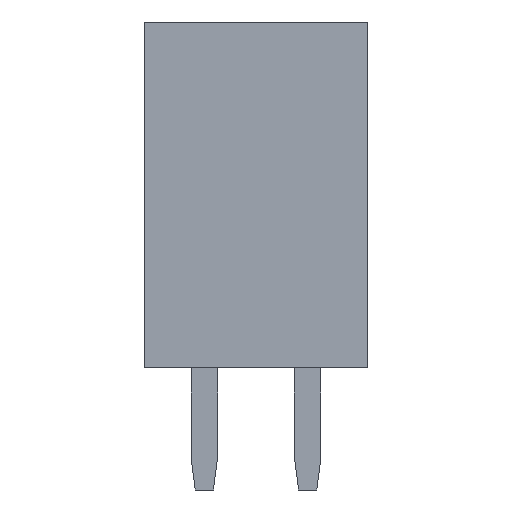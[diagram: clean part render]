
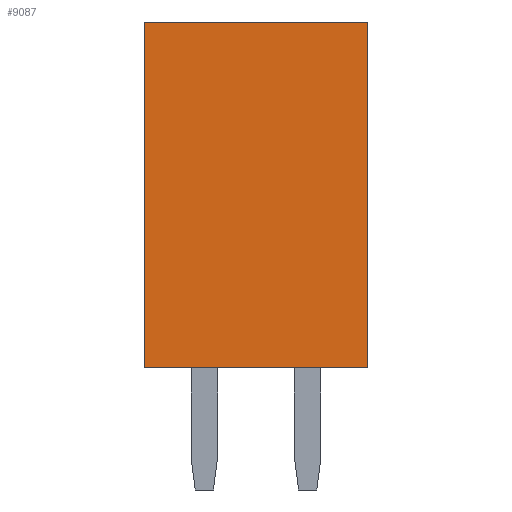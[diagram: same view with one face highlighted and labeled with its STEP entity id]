
A CAD part, front view. The second image highlights one B-rep face of the part: STEP entity #9087.
In plain terms, the highlighted planar face has unit normal (0, -1, 0).
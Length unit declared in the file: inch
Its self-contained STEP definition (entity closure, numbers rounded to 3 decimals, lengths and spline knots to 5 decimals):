
#4034 = PLANE('',#4035);
#4035 = AXIS2_PLACEMENT_3D('',#4036,#4037,#4038);
#4036 = CARTESIAN_POINT('',(0.10787,0.,
    0.33465));
#4037 = DIRECTION('',(1.,0.,0.));
#4038 = DIRECTION('',(0.,1.,0.));
#4088 = PLANE('',#4089);
#4089 = AXIS2_PLACEMENT_3D('',#4090,#4091,#4092);
#4090 = CARTESIAN_POINT('',(-0.10787,0.,
    0.33465));
#4091 = DIRECTION('',(1.,0.,0.));
#4092 = DIRECTION('',(0.,1.,0.));
#5959 = PLANE('',#5960);
#5960 = AXIS2_PLACEMENT_3D('',#5961,#5962,#5963);
#5961 = CARTESIAN_POINT('',(0.05,0.,
    0.));
#5962 = DIRECTION('',(0.,0.,1.));
#5963 = DIRECTION('',(1.,0.,0.));
#6020 = VERTEX_POINT('',#6021);
#6021 = CARTESIAN_POINT('',(-0.10787,-0.04921,
    0.33465));
#6035 = PLANE('',#6036);
#6036 = AXIS2_PLACEMENT_3D('',#6037,#6038,#6039);
#6037 = CARTESIAN_POINT('',(0.05,0.,
    0.33465));
#6038 = DIRECTION('',(0.,0.,1.));
#6039 = DIRECTION('',(1.,0.,0.));
#6047 = EDGE_CURVE('',#6020,#6048,#6050,.T.);
#6048 = VERTEX_POINT('',#6049);
#6049 = CARTESIAN_POINT('',(-0.10787,-0.04921,
    0.));
#6050 = SURFACE_CURVE('',#6051,(#6055,#6062),.PCURVE_S1.);
#6051 = LINE('',#6052,#6053);
#6052 = CARTESIAN_POINT('',(-0.10787,-0.04921,
    0.33465));
#6053 = VECTOR('',#6054,0.03937);
#6054 = DIRECTION('',(0.,0.,-1.));
#6055 = PCURVE('',#4088,#6056);
#6056 = DEFINITIONAL_REPRESENTATION('',(#6057),#6061);
#6057 = LINE('',#6058,#6059);
#6058 = CARTESIAN_POINT('',(-0.049,0.));
#6059 = VECTOR('',#6060,1.);
#6060 = DIRECTION('',(0.,-1.));
#6061 = ( GEOMETRIC_REPRESENTATION_CONTEXT(2) 
PARAMETRIC_REPRESENTATION_CONTEXT() REPRESENTATION_CONTEXT('2D SPACE',''
  ) );
#6062 = PCURVE('',#6063,#6068);
#6063 = PLANE('',#6064);
#6064 = AXIS2_PLACEMENT_3D('',#6065,#6066,#6067);
#6065 = CARTESIAN_POINT('',(0.,-0.04921,
    0.33465));
#6066 = DIRECTION('',(0.,-1.,0.));
#6067 = DIRECTION('',(1.,0.,0.));
#6068 = DEFINITIONAL_REPRESENTATION('',(#6069),#6073);
#6069 = LINE('',#6070,#6071);
#6070 = CARTESIAN_POINT('',(-0.108,0.));
#6071 = VECTOR('',#6072,1.);
#6072 = DIRECTION('',(0.,-1.));
#6073 = ( GEOMETRIC_REPRESENTATION_CONTEXT(2) 
PARAMETRIC_REPRESENTATION_CONTEXT() REPRESENTATION_CONTEXT('2D SPACE',''
  ) );
#6181 = VERTEX_POINT('',#6182);
#6182 = CARTESIAN_POINT('',(0.10787,-0.04921,
    0.33465));
#6273 = VERTEX_POINT('',#6274);
#6274 = CARTESIAN_POINT('',(0.10787,-0.04921,
    0.));
#6295 = EDGE_CURVE('',#6181,#6273,#6296,.T.);
#6296 = SURFACE_CURVE('',#6297,(#6301,#6308),.PCURVE_S1.);
#6297 = LINE('',#6298,#6299);
#6298 = CARTESIAN_POINT('',(0.10787,-0.04921,
    0.33465));
#6299 = VECTOR('',#6300,0.03937);
#6300 = DIRECTION('',(0.,0.,-1.));
#6301 = PCURVE('',#4034,#6302);
#6302 = DEFINITIONAL_REPRESENTATION('',(#6303),#6307);
#6303 = LINE('',#6304,#6305);
#6304 = CARTESIAN_POINT('',(-0.049,0.));
#6305 = VECTOR('',#6306,1.);
#6306 = DIRECTION('',(0.,-1.));
#6307 = ( GEOMETRIC_REPRESENTATION_CONTEXT(2) 
PARAMETRIC_REPRESENTATION_CONTEXT() REPRESENTATION_CONTEXT('2D SPACE',''
  ) );
#6308 = PCURVE('',#6063,#6309);
#6309 = DEFINITIONAL_REPRESENTATION('',(#6310),#6314);
#6310 = LINE('',#6311,#6312);
#6311 = CARTESIAN_POINT('',(0.108,0.));
#6312 = VECTOR('',#6313,1.);
#6313 = DIRECTION('',(0.,-1.));
#6314 = ( GEOMETRIC_REPRESENTATION_CONTEXT(2) 
PARAMETRIC_REPRESENTATION_CONTEXT() REPRESENTATION_CONTEXT('2D SPACE',''
  ) );
#8897 = EDGE_CURVE('',#6048,#6273,#8898,.T.);
#8898 = SURFACE_CURVE('',#8899,(#8903,#8910),.PCURVE_S1.);
#8899 = LINE('',#8900,#8901);
#8900 = CARTESIAN_POINT('',(-0.10787,-0.04921,
    0.));
#8901 = VECTOR('',#8902,0.03937);
#8902 = DIRECTION('',(1.,0.,0.));
#8903 = PCURVE('',#5959,#8904);
#8904 = DEFINITIONAL_REPRESENTATION('',(#8905),#8909);
#8905 = LINE('',#8906,#8907);
#8906 = CARTESIAN_POINT('',(-0.158,-0.049));
#8907 = VECTOR('',#8908,1.);
#8908 = DIRECTION('',(1.,0.));
#8909 = ( GEOMETRIC_REPRESENTATION_CONTEXT(2) 
PARAMETRIC_REPRESENTATION_CONTEXT() REPRESENTATION_CONTEXT('2D SPACE',''
  ) );
#8910 = PCURVE('',#6063,#8911);
#8911 = DEFINITIONAL_REPRESENTATION('',(#8912),#8916);
#8912 = LINE('',#8913,#8914);
#8913 = CARTESIAN_POINT('',(-0.108,-0.335));
#8914 = VECTOR('',#8915,1.);
#8915 = DIRECTION('',(1.,0.));
#8916 = ( GEOMETRIC_REPRESENTATION_CONTEXT(2) 
PARAMETRIC_REPRESENTATION_CONTEXT() REPRESENTATION_CONTEXT('2D SPACE',''
  ) );
#8946 = EDGE_CURVE('',#6020,#6181,#8947,.T.);
#8947 = SURFACE_CURVE('',#8948,(#8952,#8959),.PCURVE_S1.);
#8948 = LINE('',#8949,#8950);
#8949 = CARTESIAN_POINT('',(-0.10787,-0.04921,
    0.33465));
#8950 = VECTOR('',#8951,0.03937);
#8951 = DIRECTION('',(1.,0.,0.));
#8952 = PCURVE('',#6035,#8953);
#8953 = DEFINITIONAL_REPRESENTATION('',(#8954),#8958);
#8954 = LINE('',#8955,#8956);
#8955 = CARTESIAN_POINT('',(-0.158,-0.049));
#8956 = VECTOR('',#8957,1.);
#8957 = DIRECTION('',(1.,0.));
#8958 = ( GEOMETRIC_REPRESENTATION_CONTEXT(2) 
PARAMETRIC_REPRESENTATION_CONTEXT() REPRESENTATION_CONTEXT('2D SPACE',''
  ) );
#8959 = PCURVE('',#6063,#8960);
#8960 = DEFINITIONAL_REPRESENTATION('',(#8961),#8965);
#8961 = LINE('',#8962,#8963);
#8962 = CARTESIAN_POINT('',(-0.108,0.));
#8963 = VECTOR('',#8964,1.);
#8964 = DIRECTION('',(1.,0.));
#8965 = ( GEOMETRIC_REPRESENTATION_CONTEXT(2) 
PARAMETRIC_REPRESENTATION_CONTEXT() REPRESENTATION_CONTEXT('2D SPACE',''
  ) );
#9087 = ADVANCED_FACE('',(#9088),#6063,.T.);
#9088 = FACE_BOUND('',#9089,.F.);
#9089 = EDGE_LOOP('',(#9090,#9091,#9092,#9093));
#9090 = ORIENTED_EDGE('',*,*,#8946,.T.);
#9091 = ORIENTED_EDGE('',*,*,#6295,.T.);
#9092 = ORIENTED_EDGE('',*,*,#8897,.F.);
#9093 = ORIENTED_EDGE('',*,*,#6047,.F.);
